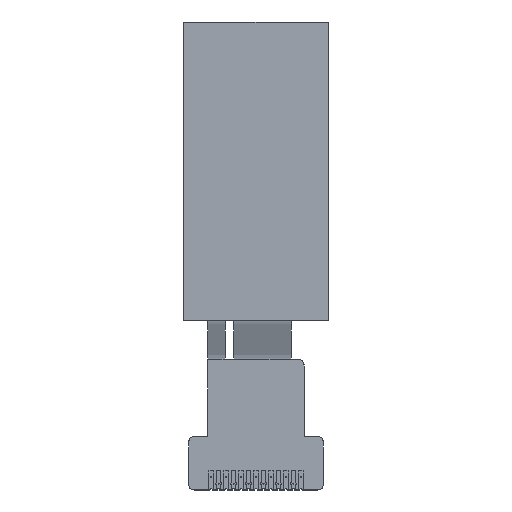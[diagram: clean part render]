
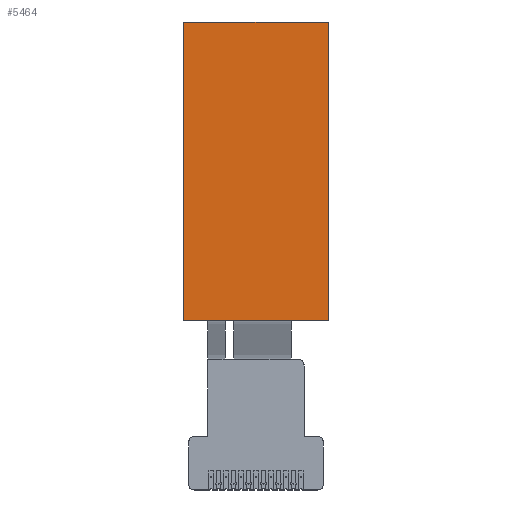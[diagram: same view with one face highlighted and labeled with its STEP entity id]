
A CAD part, top view. The second image highlights one B-rep face of the part: STEP entity #5464.
In plain terms, the highlighted planar face has unit normal (0, 0, 1).
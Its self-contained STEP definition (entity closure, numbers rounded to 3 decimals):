
#319=FACE_OUTER_BOUND('',#623,.T.);
#623=EDGE_LOOP('',(#3607,#3608,#3609,#3610));
#949=LINE('',#7838,#1591);
#953=LINE('',#7846,#1595);
#956=LINE('',#7852,#1598);
#959=LINE('',#7857,#1601);
#1591=VECTOR('',#6262,10.);
#1595=VECTOR('',#6268,10.);
#1598=VECTOR('',#6273,10.);
#1601=VECTOR('',#6278,10.);
#2233=VERTEX_POINT('',#7836);
#2234=VERTEX_POINT('',#7837);
#2237=VERTEX_POINT('',#7845);
#2239=VERTEX_POINT('',#7851);
#2775=EDGE_CURVE('',#2233,#2234,#949,.T.);
#2779=EDGE_CURVE('',#2237,#2233,#953,.T.);
#2782=EDGE_CURVE('',#2239,#2237,#956,.T.);
#2785=EDGE_CURVE('',#2234,#2239,#959,.T.);
#3607=ORIENTED_EDGE('',*,*,#2785,.F.);
#3608=ORIENTED_EDGE('',*,*,#2775,.F.);
#3609=ORIENTED_EDGE('',*,*,#2779,.F.);
#3610=ORIENTED_EDGE('',*,*,#2782,.F.);
#5227=PLANE('',#5796);
#5464=ADVANCED_FACE('',(#319),#5227,.T.);
#5796=AXIS2_PLACEMENT_3D('',#7859,#6280,#6281);
#6262=DIRECTION('',(0.,-1.,0.));
#6268=DIRECTION('',(1.,0.,0.));
#6273=DIRECTION('',(0.,1.,0.));
#6278=DIRECTION('',(-1.,0.,0.));
#6280=DIRECTION('center_axis',(0.,0.,1.));
#6281=DIRECTION('ref_axis',(1.,0.,0.));
#7836=CARTESIAN_POINT('',(13.5,0.,0.));
#7837=CARTESIAN_POINT('',(13.5,-27.9,0.));
#7838=CARTESIAN_POINT('',(13.5,0.,0.));
#7845=CARTESIAN_POINT('',(0.,0.,0.));
#7846=CARTESIAN_POINT('',(0.,0.,0.));
#7851=CARTESIAN_POINT('',(0.,-27.9,0.));
#7852=CARTESIAN_POINT('',(0.,-27.9,0.));
#7857=CARTESIAN_POINT('',(13.5,-27.9,0.));
#7859=CARTESIAN_POINT('Origin',(6.75,-13.95,0.));
